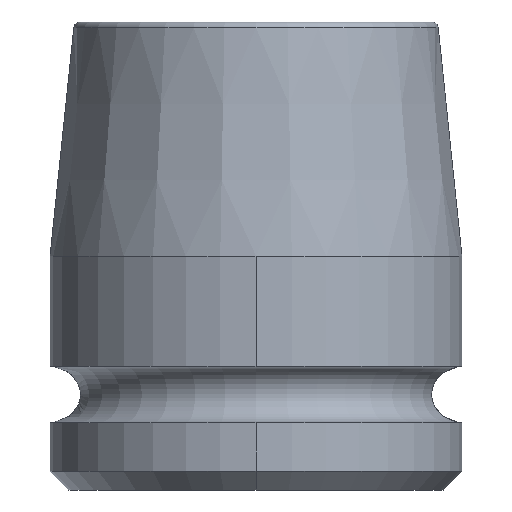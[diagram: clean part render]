
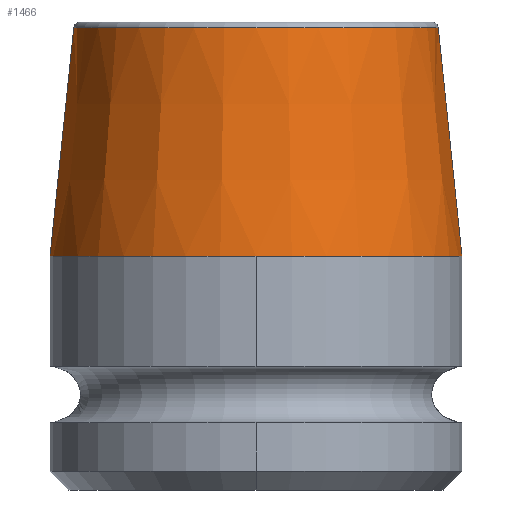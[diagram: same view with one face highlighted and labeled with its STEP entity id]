
A CAD part, left-side view. The second image highlights one B-rep face of the part: STEP entity #1466.
In plain terms, the highlighted conical face has half-angle 5.937 degrees and reference radius 20.733 mm.
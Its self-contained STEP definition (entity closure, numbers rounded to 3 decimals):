
#239=CARTESIAN_POINT('',(0.,0.,25.));
#240=DIRECTION('',(0.,0.,1.));
#241=DIRECTION('',(-1.,0.,0.));
#242=AXIS2_PLACEMENT_3D('',#239,#240,#241);
#303=CARTESIAN_POINT('',(0.,0.,25.));
#304=DIRECTION('',(0.,0.,1.));
#305=DIRECTION('',(0.,1.,0.));
#306=AXIS2_PLACEMENT_3D('',#303,#304,#305);
#335=CARTESIAN_POINT('',(0.,0.,49.372));
#336=DIRECTION('',(0.,0.,1.));
#337=DIRECTION('',(0.,1.,0.));
#338=AXIS2_PLACEMENT_3D('',#335,#336,#337);
#971=DIRECTION('',(0.,0.103,-0.995));
#972=VECTOR('',#971,24.504);
#973=CARTESIAN_POINT('',(0.,19.465,
49.372));
#974=LINE('',#973,#972);
#975=DIRECTION('',(0.,-0.103,-0.995));
#976=VECTOR('',#975,24.504);
#977=CARTESIAN_POINT('',(0.,-19.465,
49.372));
#978=LINE('',#977,#976);
#1157=CARTESIAN_POINT('',(0.,22.,25.));
#1158=CARTESIAN_POINT('',(-22.,0.,25.));
#1159=VERTEX_POINT('',#1157);
#1160=VERTEX_POINT('',#1158);
#1161=CARTESIAN_POINT('',(0.,-22.,25.));
#1162=VERTEX_POINT('',#1161);
#1169=CARTESIAN_POINT('',(0.,19.465,49.372));
#1170=CARTESIAN_POINT('',(0.,-19.465,49.372));
#1171=VERTEX_POINT('',#1169);
#1172=VERTEX_POINT('',#1170);
#1451=CARTESIAN_POINT('',(0.,0.,37.186));
#1452=DIRECTION('',(0.,0.,-1.));
#1453=DIRECTION('',(0.,-1.,0.));
#1454=AXIS2_PLACEMENT_3D('',#1451,#1452,#1453);
#1455=CONICAL_SURFACE('',#1454,20.733,5.937);
#1457=ORIENTED_EDGE('',*,*,#1456,.T.);
#1459=ORIENTED_EDGE('',*,*,#1458,.T.);
#1460=ORIENTED_EDGE('',*,*,#1374,.F.);
#1461=ORIENTED_EDGE('',*,*,#1414,.F.);
#1463=ORIENTED_EDGE('',*,*,#1462,.F.);
#1464=EDGE_LOOP('',(#1457,#1459,#1460,#1461,#1463));
#1465=FACE_OUTER_BOUND('',#1464,.F.);
#1466=ADVANCED_FACE('',(#1465),#1455,.T.);
#243=CIRCLE('',#242,22.);
#307=CIRCLE('',#306,22.);
#339=CIRCLE('',#338,19.465);
#1374=EDGE_CURVE('',#1160,#1162,#243,.T.);
#1414=EDGE_CURVE('',#1159,#1160,#307,.T.);
#1456=EDGE_CURVE('',#1171,#1172,#339,.T.);
#1458=EDGE_CURVE('',#1172,#1162,#978,.T.);
#1462=EDGE_CURVE('',#1171,#1159,#974,.T.);
